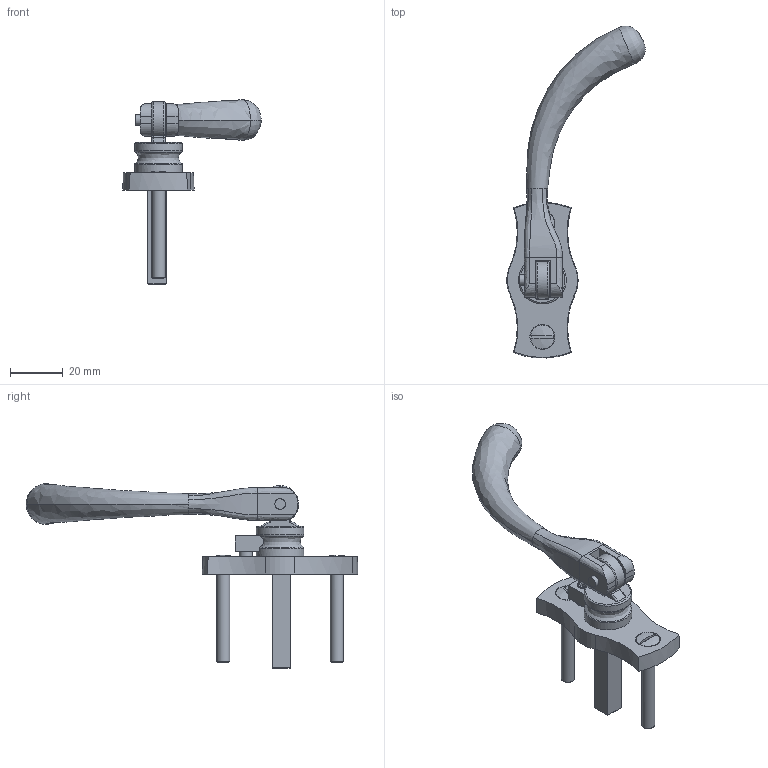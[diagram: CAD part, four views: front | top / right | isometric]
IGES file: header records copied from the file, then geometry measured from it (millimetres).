
Global section: file name: P4611-L; native system: Autodesk Inventor 2018; preprocessor: unknown; author: ashami; date: 20180716.104827; units: millimetre
Bounding box: 52.43 x 125.65 x 69.89 mm (x, y, z)
Volume: 25181.8 mm3; surface area: 15616.3 mm2
Topology: 11 solids, 11 shells, 206 faces, 519 edges, 340 vertices
Faces by surface type: bspline 206
